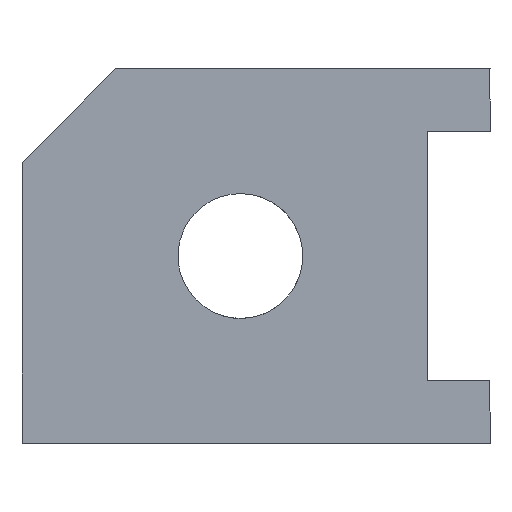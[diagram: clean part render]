
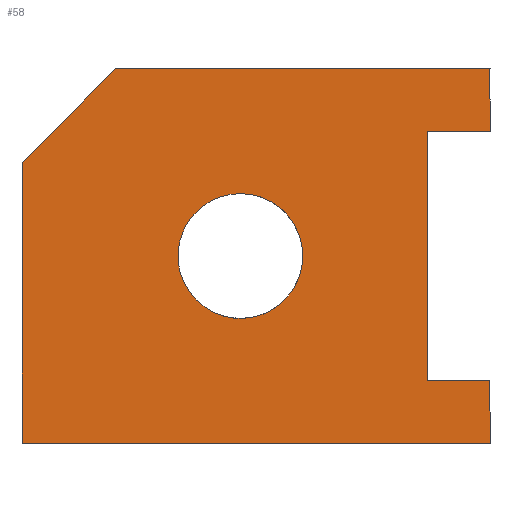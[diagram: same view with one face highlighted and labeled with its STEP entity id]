
A CAD part, left-side view. The second image highlights one B-rep face of the part: STEP entity #58.
In plain terms, the highlighted planar face has unit normal (-1, 0, 0).
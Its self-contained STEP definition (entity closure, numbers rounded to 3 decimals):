
#58=ADVANCED_FACE('',(#90,#91),#92,.T.);
#90=FACE_OUTER_BOUND('',#128,.T.);
#91=FACE_BOUND('',#129,.T.);
#92=PLANE('',#130);
#128=EDGE_LOOP('',(#237,#238,#239,#240,#241,#242,#243,#244,#245));
#129=EDGE_LOOP('',(#246,#247));
#130=AXIS2_PLACEMENT_3D('',#248,#249,#250);
#237=ORIENTED_EDGE('',*,*,#295,.F.);
#238=ORIENTED_EDGE('',*,*,#299,.F.);
#239=ORIENTED_EDGE('',*,*,#303,.F.);
#240=ORIENTED_EDGE('',*,*,#311,.F.);
#241=ORIENTED_EDGE('',*,*,#313,.F.);
#242=ORIENTED_EDGE('',*,*,#324,.T.);
#243=ORIENTED_EDGE('',*,*,#325,.T.);
#244=ORIENTED_EDGE('',*,*,#326,.T.);
#245=ORIENTED_EDGE('',*,*,#322,.F.);
#246=ORIENTED_EDGE('',*,*,#308,.F.);
#247=ORIENTED_EDGE('',*,*,#286,.F.);
#248=CARTESIAN_POINT('',(0.0,0.0,0.0));
#249=DIRECTION('',(-1.0,0.0,0.0));
#250=DIRECTION('',(0.0,0.0,1.0));
#286=EDGE_CURVE('',#332,#335,#336,.T.);
#295=EDGE_CURVE('',#352,#353,#354,.T.);
#299=EDGE_CURVE('',#360,#352,#361,.T.);
#303=EDGE_CURVE('',#366,#360,#367,.T.);
#308=EDGE_CURVE('',#335,#332,#373,.T.);
#311=EDGE_CURVE('',#376,#366,#378,.T.);
#313=EDGE_CURVE('',#380,#376,#382,.T.);
#322=EDGE_CURVE('',#353,#396,#397,.T.);
#324=EDGE_CURVE('',#380,#399,#400,.T.);
#325=EDGE_CURVE('',#399,#401,#402,.T.);
#326=EDGE_CURVE('',#401,#396,#403,.T.);
#332=VERTEX_POINT('',#411);
#335=VERTEX_POINT('',#415);
#336=CIRCLE('',#416,10.0);
#352=VERTEX_POINT('',#435);
#353=VERTEX_POINT('',#436);
#354=LINE('',#437,#438);
#360=VERTEX_POINT('',#447);
#361=LINE('',#448,#449);
#366=VERTEX_POINT('',#456);
#367=LINE('',#457,#458);
#373=CIRCLE('',#466,10.0);
#376=VERTEX_POINT('',#470);
#378=LINE('',#473,#474);
#380=VERTEX_POINT('',#476);
#382=LINE('',#479,#480);
#396=VERTEX_POINT('',#502);
#397=LINE('',#503,#504);
#399=VERTEX_POINT('',#507);
#400=LINE('',#508,#509);
#401=VERTEX_POINT('',#510);
#402=LINE('',#511,#512);
#403=LINE('',#513,#514);
#411=CARTESIAN_POINT('',(0.,45.811,-8.138));
#415=CARTESIAN_POINT('',(0.0,40.0,10.0));
#416=AXIS2_PLACEMENT_3D('',#528,#529,#530);
#435=CARTESIAN_POINT('',(0.0,10.0,-20.0));
#436=CARTESIAN_POINT('',(0.0,0.,-20.0));
#437=CARTESIAN_POINT('',(0.0,0.,-20.0));
#438=VECTOR('',#547,1.0);
#447=CARTESIAN_POINT('',(0.0,10.0,20.0));
#448=CARTESIAN_POINT('',(0.0,10.0,-20.0));
#449=VECTOR('',#551,1.0);
#456=CARTESIAN_POINT('',(0.0,0.,20.0));
#457=CARTESIAN_POINT('',(0.0,10.0,20.0));
#458=VECTOR('',#557,1.0);
#466=AXIS2_PLACEMENT_3D('',#566,#567,#568);
#470=CARTESIAN_POINT('',(0.0,0.,30.0));
#473=CARTESIAN_POINT('',(0.0,0.0,30.0));
#474=VECTOR('',#571,1.0);
#476=CARTESIAN_POINT('',(0.0,60.0,30.0));
#479=CARTESIAN_POINT('',(0.0,0.0,30.0));
#480=VECTOR('',#573,1.0);
#502=CARTESIAN_POINT('',(0.0,0.0,-30.0));
#503=CARTESIAN_POINT('',(0.0,0.0,-20.0));
#504=VECTOR('',#582,1.0);
#507=CARTESIAN_POINT('',(0.,75.0,15.0));
#508=CARTESIAN_POINT('',(0.,75.0,15.0));
#509=VECTOR('',#584,1.0);
#510=CARTESIAN_POINT('',(0.0,75.0,-30.0));
#511=CARTESIAN_POINT('',(0.0,75.0,-30.0));
#512=VECTOR('',#585,1.0);
#513=CARTESIAN_POINT('',(0.0,75.0,-30.0));
#514=VECTOR('',#586,1.0);
#528=CARTESIAN_POINT('',(0.0,40.0,0.0));
#529=DIRECTION('',(-1.0,-0.0,-0.0));
#530=DIRECTION('',(0.0,0.0,-1.0));
#547=DIRECTION('',(-0.0,-1.0,-0.0));
#551=DIRECTION('',(-0.0,-0.0,-1.0));
#557=DIRECTION('',(-0.0,1.0,-0.0));
#566=CARTESIAN_POINT('',(0.0,40.0,0.0));
#567=DIRECTION('',(-1.0,-0.0,-0.0));
#568=DIRECTION('',(0.0,0.0,-1.0));
#571=DIRECTION('',(0.0,0.0,-1.0));
#573=DIRECTION('',(-0.0,-1.0,-0.0));
#582=DIRECTION('',(0.0,0.0,-1.0));
#584=DIRECTION('',(-0.0,0.707,-0.707));
#585=DIRECTION('',(-0.0,-0.0,-1.0));
#586=DIRECTION('',(0.0,-1.0,0.0));
